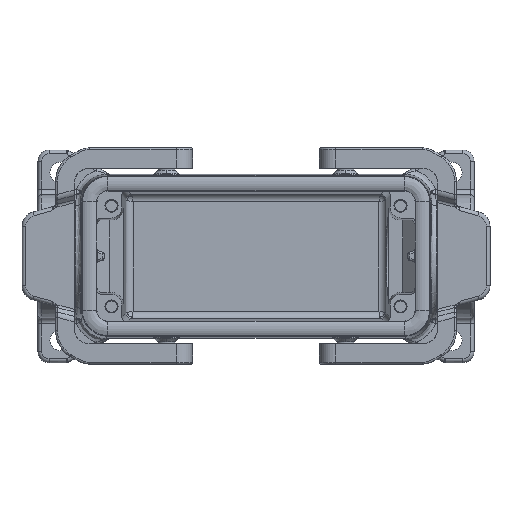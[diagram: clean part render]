
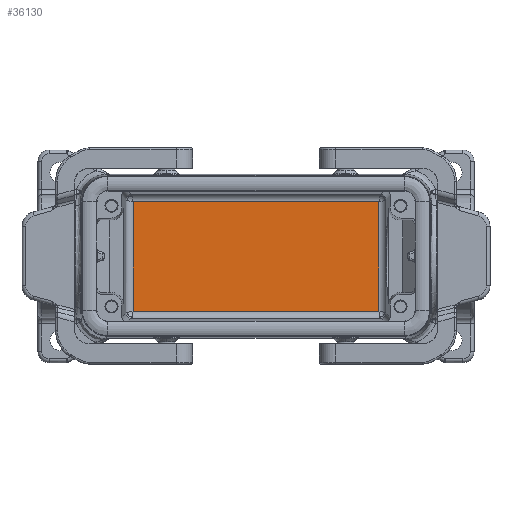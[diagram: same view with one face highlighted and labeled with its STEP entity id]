
A CAD part, top view. The second image highlights one B-rep face of the part: STEP entity #36130.
In plain terms, the highlighted planar face has unit normal (0, 0, 1).
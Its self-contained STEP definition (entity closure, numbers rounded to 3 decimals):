
#18140=CARTESIAN_POINT('',(14.702,-32.952,4.));
#18150=VERTEX_POINT('',#18140);
#19480=CARTESIAN_POINT('',(14.702,32.952,4.));
#19490=VERTEX_POINT('',#19480);
#35780=CARTESIAN_POINT('',(0.,0.,4.));
#35790=DIRECTION('',(0.,-0.,1.));
#35800=DIRECTION('',(0.,1.,0.));
#35810=AXIS2_PLACEMENT_3D('',#35780,#35790,#35800);
#35820=PLANE('',#35810);
#35830=CARTESIAN_POINT('',(0.,32.952,4.));
#35840=DIRECTION('',(1.,0.,0.));
#35850=VECTOR('',#35840,1.);
#35860=LINE('',#35830,#35850);
#35870=CARTESIAN_POINT('',(-14.702,32.952,4.));
#35880=VERTEX_POINT('',#35870);
#35890=EDGE_CURVE('',#35880,#19490,#35860,.T.);
#35900=ORIENTED_EDGE('',*,*,#35890,.F.);
#35910=CARTESIAN_POINT('',(14.702,0.,4.));
#35920=DIRECTION('',(0.,-1.,0.));
#35930=VECTOR('',#35920,1.);
#35940=LINE('',#35910,#35930);
#35950=EDGE_CURVE('',#19490,#18150,#35940,.T.);
#35960=ORIENTED_EDGE('',*,*,#35950,.F.);
#35970=CARTESIAN_POINT('',(0.,-32.952,4.));
#35980=DIRECTION('',(1.,0.,0.));
#35990=VECTOR('',#35980,1.);
#36000=LINE('',#35970,#35990);
#36010=CARTESIAN_POINT('',(-14.702,-32.952,4.));
#36020=VERTEX_POINT('',#36010);
#36030=EDGE_CURVE('',#36020,#18150,#36000,.T.);
#36040=ORIENTED_EDGE('',*,*,#36030,.T.);
#36050=CARTESIAN_POINT('',(-14.702,0.,4.));
#36060=DIRECTION('',(0.,1.,0.));
#36070=VECTOR('',#36060,1.);
#36080=LINE('',#36050,#36070);
#36090=EDGE_CURVE('',#36020,#35880,#36080,.T.);
#36100=ORIENTED_EDGE('',*,*,#36090,.F.);
#36110=EDGE_LOOP('',(#36100,#36040,#35960,#35900));
#36120=FACE_OUTER_BOUND('',#36110,.T.);
#36130=ADVANCED_FACE('',(#36120),#35820,.T.);
